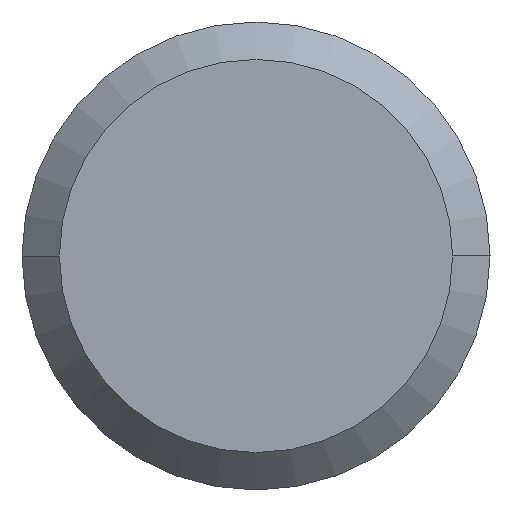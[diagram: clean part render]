
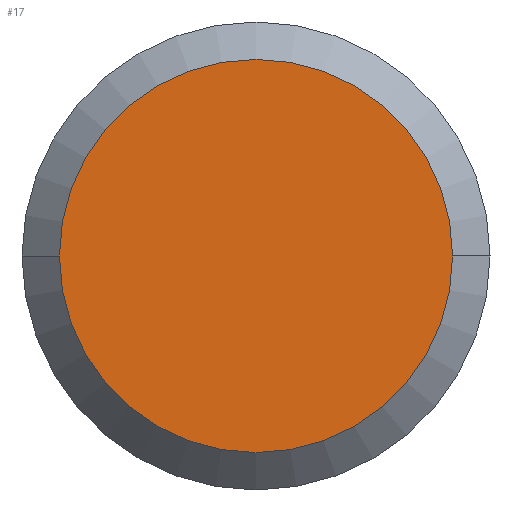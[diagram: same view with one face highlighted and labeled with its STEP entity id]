
A CAD part, left-side view. The second image highlights one B-rep face of the part: STEP entity #17.
In plain terms, the highlighted planar face has unit normal (-1, 0, 0).
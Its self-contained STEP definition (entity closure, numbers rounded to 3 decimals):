
#17 = ADVANCED_FACE ( 'NONE', ( #281 ), #255, .T. ) ;
#20 = CARTESIAN_POINT ( 'NONE',  ( 0., 0., 0. ) ) ;
#77 = CIRCLE ( 'NONE', #175, 4. ) ;
#130 = DIRECTION ( 'NONE',  ( 1., 0., 0. ) ) ;
#138 = DIRECTION ( 'NONE',  ( -1., 0., 0. ) ) ;
#146 = VERTEX_POINT ( 'NONE', #263 ) ;
#164 = CARTESIAN_POINT ( 'NONE',  ( 0., 0., 0. ) ) ;
#167 = AXIS2_PLACEMENT_3D ( 'NONE', #308, #138, #203 ) ;
#175 = AXIS2_PLACEMENT_3D ( 'NONE', #164, #130, #337 ) ;
#193 = AXIS2_PLACEMENT_3D ( 'NONE', #20, #371, #226 ) ;
#203 = DIRECTION ( 'NONE',  ( 0., -1., 0. ) ) ;
#222 = CARTESIAN_POINT ( 'NONE',  ( 0., -4., 0. ) ) ;
#226 = DIRECTION ( 'NONE',  ( 0., 1., 0. ) ) ;
#244 = ORIENTED_EDGE ( 'NONE', *, *, #383, .F. ) ;
#251 = ORIENTED_EDGE ( 'NONE', *, *, #405, .F. ) ;
#255 = PLANE ( 'NONE',  #167 ) ;
#263 = CARTESIAN_POINT ( 'NONE',  ( 0., 4., 0. ) ) ;
#281 = FACE_OUTER_BOUND ( 'NONE', #355, .T. ) ;
#308 = CARTESIAN_POINT ( 'NONE',  ( 0., 0., 0. ) ) ;
#319 = CIRCLE ( 'NONE', #193, 4. ) ;
#336 = VERTEX_POINT ( 'NONE', #222 ) ;
#337 = DIRECTION ( 'NONE',  ( 0., 1., 0. ) ) ;
#355 = EDGE_LOOP ( 'NONE', ( #251, #244 ) ) ;
#371 = DIRECTION ( 'NONE',  ( 1., 0., 0. ) ) ;
#383 = EDGE_CURVE ( 'NONE', #336, #146, #77, .T. ) ;
#405 = EDGE_CURVE ( 'NONE', #146, #336, #319, .T. ) ;
